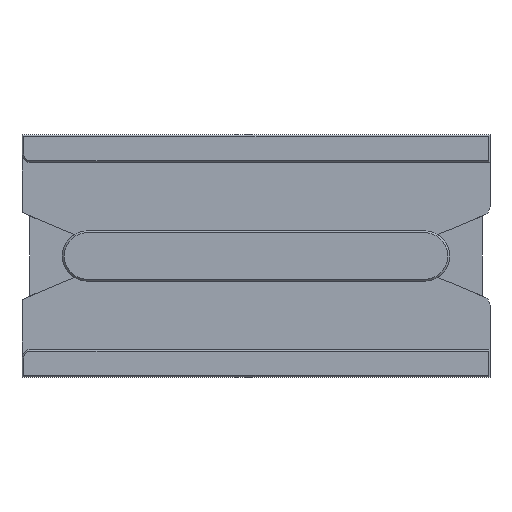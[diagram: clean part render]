
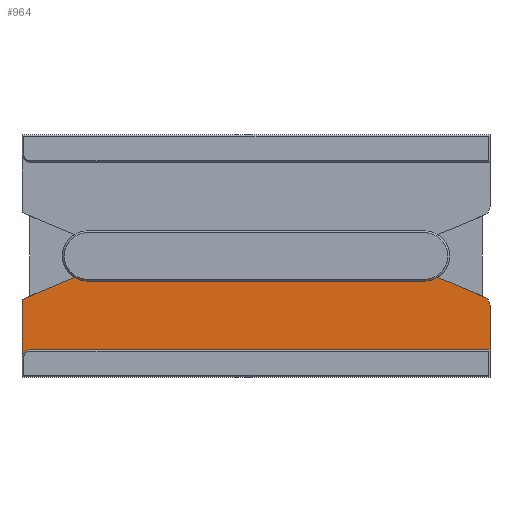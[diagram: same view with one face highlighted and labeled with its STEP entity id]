
A CAD part, front view. The second image highlights one B-rep face of the part: STEP entity #964.
In plain terms, the highlighted planar face has unit normal (0, -1, 0).
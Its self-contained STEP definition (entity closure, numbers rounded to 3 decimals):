
#16 = DIRECTION ( 'NONE',  ( 0., 0., -1. ) ) ;
#45 = LINE ( 'NONE', #1045, #872 ) ;
#78 = VERTEX_POINT ( 'NONE', #882 ) ;
#110 = CARTESIAN_POINT ( 'NONE',  ( -13.05, 2.8, -5.7 ) ) ;
#143 = AXIS2_PLACEMENT_3D ( 'NONE', #200, #507, #947 ) ;
#164 = VECTOR ( 'NONE', #1192, 1000. ) ;
#182 = CARTESIAN_POINT ( 'NONE',  ( -10.142, 2.8, -1.187 ) ) ;
#200 = CARTESIAN_POINT ( 'NONE',  ( -13.05, 2.8, 5.2 ) ) ;
#225 = CARTESIAN_POINT ( 'NONE',  ( 13.05, 2.8, 5.2 ) ) ;
#244 = AXIS2_PLACEMENT_3D ( 'NONE', #272, #1266, #280 ) ;
#255 = DIRECTION ( 'NONE',  ( 0., 0., -1. ) ) ;
#267 = CARTESIAN_POINT ( 'NONE',  ( -9.4, 2.8, -1.4 ) ) ;
#272 = CARTESIAN_POINT ( 'NONE',  ( 12.55, 2.8, -2.756 ) ) ;
#280 = DIRECTION ( 'NONE',  ( 0., 0., -1. ) ) ;
#293 = VERTEX_POINT ( 'NONE', #110 ) ;
#295 = CARTESIAN_POINT ( 'NONE',  ( 9.4, 2.8, -1.4 ) ) ;
#307 = DIRECTION ( 'NONE',  ( 1., 0., 0. ) ) ;
#337 = DIRECTION ( 'NONE',  ( 0., 0., -1. ) ) ;
#353 = EDGE_LOOP ( 'NONE', ( #983, #1132, #626, #976, #1158, #364, #915, #1087, #480, #1118 ) ) ;
#359 = CARTESIAN_POINT ( 'NONE',  ( -12.55, 2.8, -5.2 ) ) ;
#364 = ORIENTED_EDGE ( 'NONE', *, *, #1162, .F. ) ;
#400 = CIRCLE ( 'NONE', #1264, 1.4 ) ;
#403 = DIRECTION ( 'NONE',  ( 0.92, 0., -0.392 ) ) ;
#405 = EDGE_CURVE ( 'NONE', #293, #441, #867, .T. ) ;
#430 = EDGE_CURVE ( 'NONE', #621, #1129, #732, .T. ) ;
#440 = DIRECTION ( 'NONE',  ( 1., 0., 0. ) ) ;
#441 = VERTEX_POINT ( 'NONE', #359 ) ;
#454 = VERTEX_POINT ( 'NONE', #1310 ) ;
#467 = VECTOR ( 'NONE', #307, 1000. ) ;
#480 = ORIENTED_EDGE ( 'NONE', *, *, #405, .T. ) ;
#505 = AXIS2_PLACEMENT_3D ( 'NONE', #1108, #550, #16 ) ;
#507 = DIRECTION ( 'NONE',  ( 0., -1., 0. ) ) ;
#521 = CARTESIAN_POINT ( 'NONE',  ( -13.05, 2.8, -5.2 ) ) ;
#524 = CARTESIAN_POINT ( 'NONE',  ( 13.05, 2.8, -2.756 ) ) ;
#529 = LINE ( 'NONE', #1289, #164 ) ;
#550 = DIRECTION ( 'NONE',  ( 0., 1., 0. ) ) ;
#560 = VERTEX_POINT ( 'NONE', #1125 ) ;
#565 = CARTESIAN_POINT ( 'NONE',  ( 9.4, 2.8, -1.4 ) ) ;
#589 = CARTESIAN_POINT ( 'NONE',  ( 1.128, 2.8, 2.649 ) ) ;
#609 = DIRECTION ( 'NONE',  ( 0., -1., 0. ) ) ;
#621 = VERTEX_POINT ( 'NONE', #267 ) ;
#626 = ORIENTED_EDGE ( 'NONE', *, *, #862, .F. ) ;
#633 = LINE ( 'NONE', #521, #467 ) ;
#704 = EDGE_CURVE ( 'NONE', #1129, #78, #400, .T. ) ;
#715 = VECTOR ( 'NONE', #337, 1000. ) ;
#731 = PLANE ( 'NONE',  #143 ) ;
#732 = LINE ( 'NONE', #565, #1101 ) ;
#809 = CARTESIAN_POINT ( 'NONE',  ( 12.746, 2.8, -2.296 ) ) ;
#820 = EDGE_CURVE ( 'NONE', #1245, #828, #972, .T. ) ;
#828 = VERTEX_POINT ( 'NONE', #809 ) ;
#862 = EDGE_CURVE ( 'NONE', #78, #828, #1274, .T. ) ;
#867 = CIRCLE ( 'NONE', #505, 0.5 ) ;
#872 = VECTOR ( 'NONE', #927, 1000. ) ;
#882 = CARTESIAN_POINT ( 'NONE',  ( 10.142, 2.8, -1.187 ) ) ;
#915 = ORIENTED_EDGE ( 'NONE', *, *, #1123, .T. ) ;
#927 = DIRECTION ( 'NONE',  ( -0.92, 0., -0.392 ) ) ;
#947 = DIRECTION ( 'NONE',  ( 0., 0., -1. ) ) ;
#964 = ADVANCED_FACE ( 'NONE', ( #1403 ), #731, .T. ) ;
#966 = EDGE_CURVE ( 'NONE', #441, #560, #633, .T. ) ;
#972 = CIRCLE ( 'NONE', #244, 0.5 ) ;
#976 = ORIENTED_EDGE ( 'NONE', *, *, #704, .F. ) ;
#983 = ORIENTED_EDGE ( 'NONE', *, *, #1041, .F. ) ;
#990 = EDGE_CURVE ( 'NONE', #454, #293, #529, .T. ) ;
#993 = DIRECTION ( 'NONE',  ( 0., -1., 0. ) ) ;
#1007 = LINE ( 'NONE', #225, #715 ) ;
#1025 = VECTOR ( 'NONE', #403, 1000. ) ;
#1041 = EDGE_CURVE ( 'NONE', #1245, #560, #1007, .T. ) ;
#1045 = CARTESIAN_POINT ( 'NONE',  ( -1.128, 2.8, 2.649 ) ) ;
#1064 = CIRCLE ( 'NONE', #1353, 1.4 ) ;
#1087 = ORIENTED_EDGE ( 'NONE', *, *, #990, .T. ) ;
#1101 = VECTOR ( 'NONE', #440, 1000. ) ;
#1108 = CARTESIAN_POINT ( 'NONE',  ( -12.55, 2.8, -5.7 ) ) ;
#1118 = ORIENTED_EDGE ( 'NONE', *, *, #966, .T. ) ;
#1123 = EDGE_CURVE ( 'NONE', #1145, #454, #45, .T. ) ;
#1125 = CARTESIAN_POINT ( 'NONE',  ( 13.05, 2.8, -5.2 ) ) ;
#1129 = VERTEX_POINT ( 'NONE', #295 ) ;
#1132 = ORIENTED_EDGE ( 'NONE', *, *, #820, .T. ) ;
#1145 = VERTEX_POINT ( 'NONE', #182 ) ;
#1153 = CARTESIAN_POINT ( 'NONE',  ( -9.4, 2.8, 0. ) ) ;
#1158 = ORIENTED_EDGE ( 'NONE', *, *, #430, .F. ) ;
#1162 = EDGE_CURVE ( 'NONE', #1145, #621, #1064, .T. ) ;
#1192 = DIRECTION ( 'NONE',  ( 0., 0., -1. ) ) ;
#1236 = CARTESIAN_POINT ( 'NONE',  ( 9.4, 2.8, 0. ) ) ;
#1245 = VERTEX_POINT ( 'NONE', #524 ) ;
#1264 = AXIS2_PLACEMENT_3D ( 'NONE', #1236, #993, #255 ) ;
#1266 = DIRECTION ( 'NONE',  ( 0., -1., 0. ) ) ;
#1274 = LINE ( 'NONE', #589, #1025 ) ;
#1289 = CARTESIAN_POINT ( 'NONE',  ( -13.05, 2.8, 5.2 ) ) ;
#1310 = CARTESIAN_POINT ( 'NONE',  ( -13.05, 2.8, -2.425 ) ) ;
#1353 = AXIS2_PLACEMENT_3D ( 'NONE', #1153, #609, #1377 ) ;
#1377 = DIRECTION ( 'NONE',  ( 0., 0., -1. ) ) ;
#1403 = FACE_OUTER_BOUND ( 'NONE', #353, .T. ) ;
